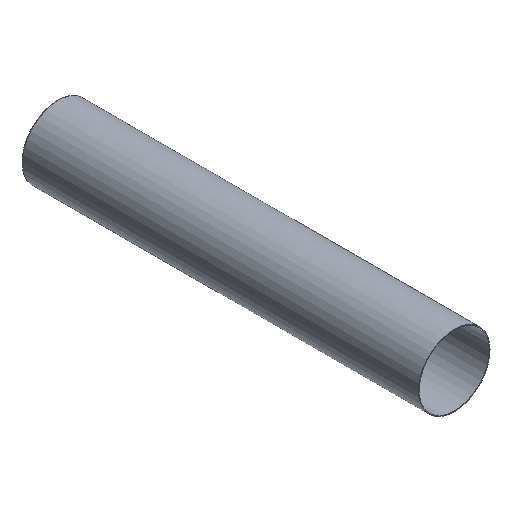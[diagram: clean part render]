
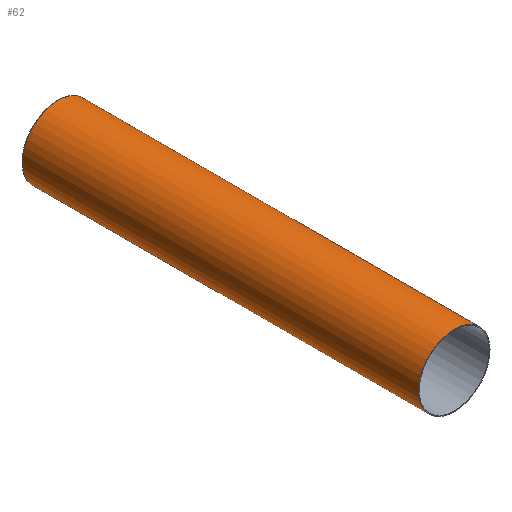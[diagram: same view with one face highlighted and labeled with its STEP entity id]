
A CAD part, isometric view. The second image highlights one B-rep face of the part: STEP entity #62.
In plain terms, the highlighted cylindrical face has radius 51.816 mm (diameter 103.632 mm), a full revolution.
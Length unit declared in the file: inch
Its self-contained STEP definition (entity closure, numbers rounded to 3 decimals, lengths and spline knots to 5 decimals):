
#19=FACE_BOUND('',#29,.T.);
#23=FACE_OUTER_BOUND('',#28,.T.);
#28=EDGE_LOOP('',(#48));
#29=EDGE_LOOP('',(#49));
#36=CIRCLE('',#71,2.04);
#37=CIRCLE('',#72,2.04);
#40=VERTEX_POINT('',#100);
#41=VERTEX_POINT('',#102);
#44=EDGE_CURVE('',#40,#40,#36,.T.);
#45=EDGE_CURVE('',#41,#41,#37,.T.);
#48=ORIENTED_EDGE('',*,*,#44,.F.);
#49=ORIENTED_EDGE('',*,*,#45,.T.);
#55=CYLINDRICAL_SURFACE('',#70,2.04);
#62=ADVANCED_FACE('',(#23,#19),#55,.T.);
#70=AXIS2_PLACEMENT_3D('',#99,#83,#84);
#71=AXIS2_PLACEMENT_3D('',#101,#85,#86);
#72=AXIS2_PLACEMENT_3D('',#103,#87,#88);
#83=DIRECTION('center_axis',(0.,-1.,0.));
#84=DIRECTION('ref_axis',(0.,0.,-1.));
#85=DIRECTION('center_axis',(0.,1.,0.));
#86=DIRECTION('ref_axis',(0.,0.,1.));
#87=DIRECTION('center_axis',(0.,1.,0.));
#88=DIRECTION('ref_axis',(0.,0.,1.));
#99=CARTESIAN_POINT('Origin',(0.,22.622,0.));
#100=CARTESIAN_POINT('',(0.,22.622,-2.04));
#101=CARTESIAN_POINT('Origin',(0.,22.622,0.));
#102=CARTESIAN_POINT('',(0.,0.,-2.04));
#103=CARTESIAN_POINT('Origin',(0.,0.,0.));
